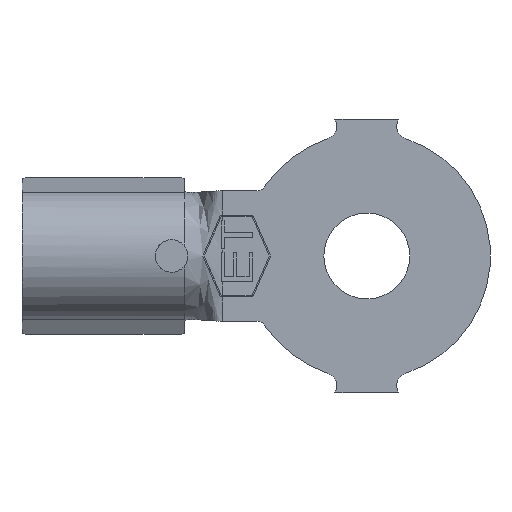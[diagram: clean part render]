
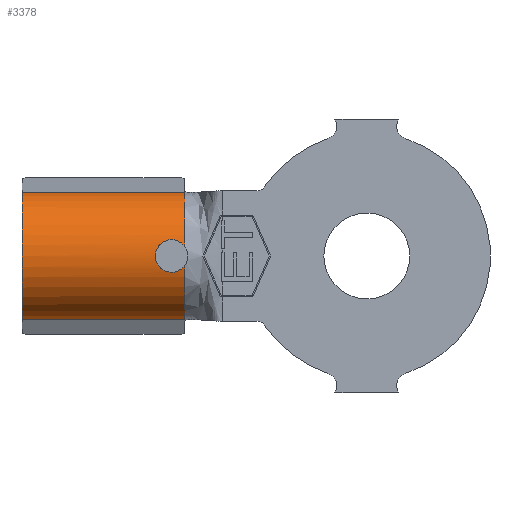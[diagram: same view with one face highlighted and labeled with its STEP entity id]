
A CAD part, front view. The second image highlights one B-rep face of the part: STEP entity #3378.
In plain terms, the highlighted cylindrical face has radius 1.27 mm (diameter 2.54 mm), a partial arc.
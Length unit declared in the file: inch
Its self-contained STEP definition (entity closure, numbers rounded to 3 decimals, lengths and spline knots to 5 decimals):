
#8 = CARTESIAN_POINT ( 'NONE',  ( -0.14, 0.00057, 0.0075 ) ) ;
#67 = DIRECTION ( 'NONE',  ( 0., 0., -1. ) ) ;
#72 = DIRECTION ( 'NONE',  ( 1., 0., 0. ) ) ;
#150 = CARTESIAN_POINT ( 'NONE',  ( -0.14, 0.05, 0. ) ) ;
#338 = CARTESIAN_POINT ( 'NONE',  ( -0.15, 0.00159, 0.0125 ) ) ;
#386 = CARTESIAN_POINT ( 'NONE',  ( -0.14, 0.00057, -0.0075 ) ) ;
#395 = CARTESIAN_POINT ( 'NONE',  ( -0.14, 0.03898, 0.04877 ) ) ;
#409 = VECTOR ( 'NONE', #1767, 39.37008 ) ;
#413 = CARTESIAN_POINT ( 'NONE',  ( -0.14233, 0.00104, -0.01061 ) ) ;
#420 = EDGE_CURVE ( 'NONE', #3099, #3305, #1527, .T. ) ;
#447 = CARTESIAN_POINT ( 'NONE',  ( -0.14234, 0.00104, 0.01061 ) ) ;
#542 = CARTESIAN_POINT ( 'NONE',  ( -0.16115, 0.00037, 0.00652 ) ) ;
#629 = CARTESIAN_POINT ( 'NONE',  ( -0.15653, 0.0012, -0.01115 ) ) ;
#639 = CARTESIAN_POINT ( 'NONE',  ( -0.15, 0.00159, 0.0125 ) ) ;
#679 = VERTEX_POINT ( 'NONE', #4092 ) ;
#743 = CARTESIAN_POINT ( 'NONE',  ( -0.15329, 0.00159, -0.0125 ) ) ;
#864 = CARTESIAN_POINT ( 'NONE',  ( -0.265, 0.03898, 0.04877 ) ) ;
#871 = ORIENTED_EDGE ( 'NONE', *, *, #2836, .T. ) ;
#884 = FACE_OUTER_BOUND ( 'NONE', #3152, .T. ) ;
#895 = CARTESIAN_POINT ( 'NONE',  ( -0.1625, 0., -0.00327 ) ) ;
#949 = CARTESIAN_POINT ( 'NONE',  ( -0.265, 0.03898, -0.04877 ) ) ;
#977 = CARTESIAN_POINT ( 'NONE',  ( -0.15328, 0.00159, 0.0125 ) ) ;
#984 = EDGE_CURVE ( 'NONE', #2138, #2660, #3485, .T. ) ;
#991 = CARTESIAN_POINT ( 'NONE',  ( -0.15653, 0.0012, 0.01115 ) ) ;
#1080 = EDGE_CURVE ( 'NONE', #2660, #679, #3366, .T. ) ;
#1138 = CARTESIAN_POINT ( 'NONE',  ( -0.14611, 0.00159, -0.0125 ) ) ;
#1143 = CARTESIAN_POINT ( 'NONE',  ( -0.1625, 0., 0.00327 ) ) ;
#1181 = DIRECTION ( 'NONE',  ( 0., 0., -1. ) ) ;
#1191 = DIRECTION ( 'NONE',  ( 1., 0., 0. ) ) ;
#1199 = CARTESIAN_POINT ( 'NONE',  ( -0.14, 0.05, 0. ) ) ;
#1253 = CARTESIAN_POINT ( 'NONE',  ( -0.15, 0.00159, -0.0125 ) ) ;
#1321 = CARTESIAN_POINT ( 'NONE',  ( -0.16115, 0.00037, -0.00653 ) ) ;
#1335 = VECTOR ( 'NONE', #3082, 39.37008 ) ;
#1346 = ORIENTED_EDGE ( 'NONE', *, *, #420, .T. ) ;
#1347 = CARTESIAN_POINT ( 'NONE',  ( -0.265, 0.05, 0. ) ) ;
#1527 = LINE ( 'NONE', #949, #1335 ) ;
#1751 = CARTESIAN_POINT ( 'NONE',  ( -0.14612, 0.00159, 0.0125 ) ) ;
#1767 = DIRECTION ( 'NONE',  ( 1., 0., 0. ) ) ;
#1852 = AXIS2_PLACEMENT_3D ( 'NONE', #4073, #4125, #4061 ) ;
#1888 = DIRECTION ( 'NONE',  ( 1., 0., 0. ) ) ;
#1986 = CARTESIAN_POINT ( 'NONE',  ( -0.15, 0.00159, -0.0125 ) ) ;
#2124 = LINE ( 'NONE', #864, #409 ) ;
#2138 = VERTEX_POINT ( 'NONE', #8 ) ;
#2237 = ORIENTED_EDGE ( 'NONE', *, *, #1080, .F. ) ;
#2264 = EDGE_CURVE ( 'NONE', #3358, #3305, #3030, .T. ) ;
#2403 = B_SPLINE_CURVE_WITH_KNOTS ( 'NONE', 3,
 ( #1986, #1138, #413, #386 ),
 .UNSPECIFIED., .F., .F.,
 ( 4, 4 ),
 ( 0.00129, 0.00159 ),
 .UNSPECIFIED. ) ;
#2462 = CARTESIAN_POINT ( 'NONE',  ( -0.14, 0.00057, -0.0075 ) ) ;
#2506 = EDGE_CURVE ( 'NONE', #3831, #3756, #2124, .T. ) ;
#2597 = EDGE_CURVE ( 'NONE', #679, #3358, #2403, .T. ) ;
#2599 = ORIENTED_EDGE ( 'NONE', *, *, #3525, .F. ) ;
#2622 = CARTESIAN_POINT ( 'NONE',  ( -0.14, 0.00057, 0.0075 ) ) ;
#2660 = VERTEX_POINT ( 'NONE', #338 ) ;
#2662 = CIRCLE ( 'NONE', #1852, 0.05 ) ;
#2730 = ORIENTED_EDGE ( 'NONE', *, *, #984, .F. ) ;
#2820 = CARTESIAN_POINT ( 'NONE',  ( -0.14, 0.03898, -0.04877 ) ) ;
#2836 = EDGE_CURVE ( 'NONE', #3831, #3099, #2662, .T. ) ;
#2932 = CARTESIAN_POINT ( 'NONE',  ( -0.15, 0.00159, 0.0125 ) ) ;
#2945 = AXIS2_PLACEMENT_3D ( 'NONE', #1199, #1191, #1181 ) ;
#2961 = ORIENTED_EDGE ( 'NONE', *, *, #2506, .F. ) ;
#2966 = AXIS2_PLACEMENT_3D ( 'NONE', #150, #72, #67 ) ;
#3005 = ORIENTED_EDGE ( 'NONE', *, *, #2264, .F. ) ;
#3020 = CIRCLE ( 'NONE', #2945, 0.05 ) ;
#3030 = CIRCLE ( 'NONE', #2966, 0.05 ) ;
#3082 = DIRECTION ( 'NONE',  ( 1., 0., 0. ) ) ;
#3099 = VERTEX_POINT ( 'NONE', #3225 ) ;
#3148 = ORIENTED_EDGE ( 'NONE', *, *, #2597, .F. ) ;
#3152 = EDGE_LOOP ( 'NONE', ( #2730, #2599, #2961, #871, #1346, #3005, #3148, #2237 ) ) ;
#3203 = CYLINDRICAL_SURFACE ( 'NONE', #3539, 0.05 ) ;
#3225 = CARTESIAN_POINT ( 'NONE',  ( -0.265, 0.03898, -0.04877 ) ) ;
#3284 = DIRECTION ( 'NONE',  ( 0., 0., -1. ) ) ;
#3305 = VERTEX_POINT ( 'NONE', #2820 ) ;
#3358 = VERTEX_POINT ( 'NONE', #2462 ) ;
#3366 = B_SPLINE_CURVE_WITH_KNOTS ( 'NONE', 3,
 ( #639, #977, #991, #542, #1143, #895, #1321, #629, #743, #1253 ),
 .UNSPECIFIED., .F., .F.,
 ( 4, 2, 2, 2, 4 ),
 ( 0.00029, 0.00054, 0.00079, 0.00104, 0.00129 ),
 .UNSPECIFIED. ) ;
#3378 = ADVANCED_FACE ( 'NONE', ( #884 ), #3203, .T. ) ;
#3485 = B_SPLINE_CURVE_WITH_KNOTS ( 'NONE', 3,
 ( #2622, #447, #1751, #2932 ),
 .UNSPECIFIED., .F., .F.,
 ( 4, 4 ),
 ( 0., 0.00029 ),
 .UNSPECIFIED. ) ;
#3525 = EDGE_CURVE ( 'NONE', #3756, #2138, #3020, .T. ) ;
#3539 = AXIS2_PLACEMENT_3D ( 'NONE', #1347, #1888, #3284 ) ;
#3547 = CARTESIAN_POINT ( 'NONE',  ( -0.265, 0.03898, 0.04877 ) ) ;
#3756 = VERTEX_POINT ( 'NONE', #395 ) ;
#3831 = VERTEX_POINT ( 'NONE', #3547 ) ;
#4061 = DIRECTION ( 'NONE',  ( 0., 0., -1. ) ) ;
#4073 = CARTESIAN_POINT ( 'NONE',  ( -0.265, 0.05, 0. ) ) ;
#4092 = CARTESIAN_POINT ( 'NONE',  ( -0.15, 0.00159, -0.0125 ) ) ;
#4125 = DIRECTION ( 'NONE',  ( 1., 0., 0. ) ) ;
